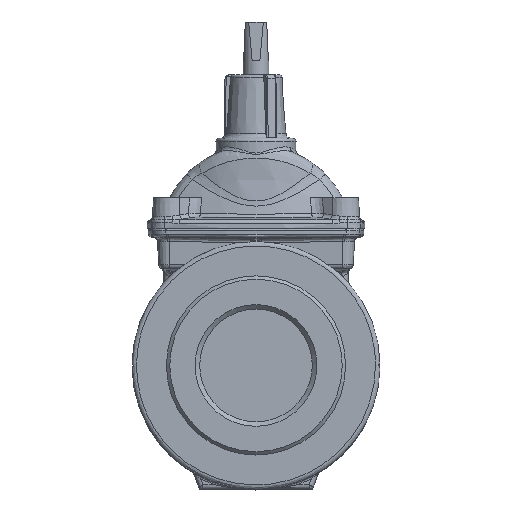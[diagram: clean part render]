
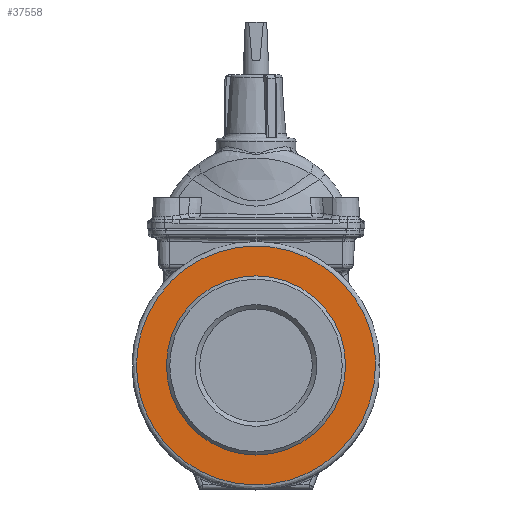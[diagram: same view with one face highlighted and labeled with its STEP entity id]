
A CAD part, top view. The second image highlights one B-rep face of the part: STEP entity #37558.
In plain terms, the highlighted planar face has unit normal (0, 0, 1).
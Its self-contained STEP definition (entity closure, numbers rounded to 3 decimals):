
#528 = ORIENTED_EDGE ( 'NONE', *, *, #11659, .F. ) ;
#543 = ORIENTED_EDGE ( 'NONE', *, *, #11644, .T. ) ;
#2918 = CIRCLE ( 'NONE', #6983, 79.5 ) ;
#5371 = CARTESIAN_POINT ( 'NONE',  ( -107.272, -107.272, 147. ) ) ;
#5403 = PLANE ( 'NONE',  #33293 ) ;
#5405 = DIRECTION ( 'NONE',  ( 0., 0., 1. ) ) ;
#5406 = DIRECTION ( 'NONE',  ( 1., 0., 0. ) ) ;
#6983 = AXIS2_PLACEMENT_3D ( 'NONE', #33090, #33092, #33093 ) ;
#9352 = FACE_OUTER_BOUND ( 'NONE', #21847, .T. ) ;
#9360 = FACE_BOUND ( 'NONE', #21844, .T. ) ;
#11644 = EDGE_CURVE ( 'NONE', #31178, #31178, #2918, .T. ) ;
#11659 = EDGE_CURVE ( 'NONE', #31180, #31180, #31304, .T. ) ;
#21844 = EDGE_LOOP ( 'NONE', ( #543 ) ) ;
#21847 = EDGE_LOOP ( 'NONE', ( #528 ) ) ;
#31178 = VERTEX_POINT ( 'NONE', #38992 ) ;
#31180 = VERTEX_POINT ( 'NONE', #38994 ) ;
#31304 =( BOUNDED_CURVE ( )  B_SPLINE_CURVE ( 3, ( #40145, #39969, #40148, #40149, #40151, #40153, #40155 ),
 .UNSPECIFIED., .T., .T. ) 
 B_SPLINE_CURVE_WITH_KNOTS ( ( 4, 3, 4 ),
 ( 0., 0.5, 1. ),
 .UNSPECIFIED. ) 
 CURVE ( )  GEOMETRIC_REPRESENTATION_ITEM ( )  RATIONAL_B_SPLINE_CURVE ( ( 1., 0.333, 0.333, 1., 0.333, 0.333, 1. ) ) 
 REPRESENTATION_ITEM ( '' )  );
#33090 = CARTESIAN_POINT ( 'NONE',  ( 0., 0., 147. ) ) ;
#33092 = DIRECTION ( 'NONE',  ( 0., 0., -1. ) ) ;
#33093 = DIRECTION ( 'NONE',  ( -1., 0., 0. ) ) ;
#33293 = AXIS2_PLACEMENT_3D ( 'NONE', #5371, #5405, #5406 ) ;
#37558 = ADVANCED_FACE ( 'NONE', ( #9360, #9352 ), #5403, .T. ) ;
#38992 = CARTESIAN_POINT ( 'NONE',  ( -79.5, 0., 147. ) ) ;
#38994 = CARTESIAN_POINT ( 'NONE',  ( 106., 0., 147. ) ) ;
#39969 = CARTESIAN_POINT ( 'NONE',  ( 106., -212., 147. ) ) ;
#40145 = CARTESIAN_POINT ( 'NONE',  ( 106., 0., 147. ) ) ;
#40148 = CARTESIAN_POINT ( 'NONE',  ( -106., -212., 147. ) ) ;
#40149 = CARTESIAN_POINT ( 'NONE',  ( -106., 0., 147. ) ) ;
#40151 = CARTESIAN_POINT ( 'NONE',  ( -106., 212., 147. ) ) ;
#40153 = CARTESIAN_POINT ( 'NONE',  ( 106., 212., 147. ) ) ;
#40155 = CARTESIAN_POINT ( 'NONE',  ( 106., 0., 147. ) ) ;
